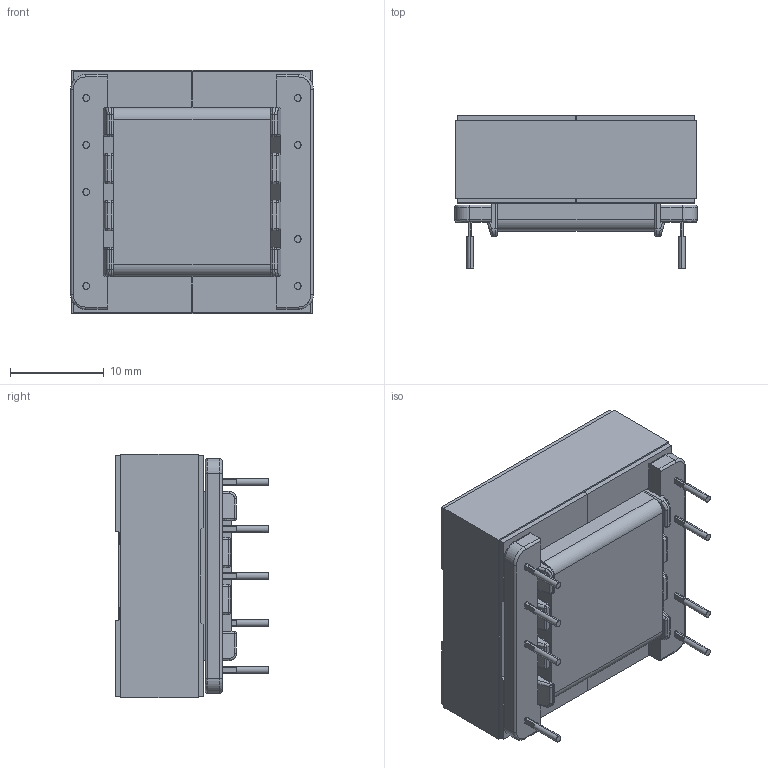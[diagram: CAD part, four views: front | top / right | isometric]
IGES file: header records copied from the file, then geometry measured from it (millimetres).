
Start section: SolidWorks IGES file using analytic representation for surfaces
Global section: file name: EFD25_2710_MP2-8.IGS; native system: SolidWorks 2017; preprocessor: SolidWorks 2017; author: e.wtnpm; date: 210706.135111; units: millimetre
Bounding box: 25.82 x 16.22 x 25.97 mm (x, y, z)
Surface area: 8750.4 mm2 (no closed solid volume)
Topology: 0 solids, 0 shells, 366 faces, 2494 edges, 2470 vertices
Faces by surface type: bspline 226, revolution 140
